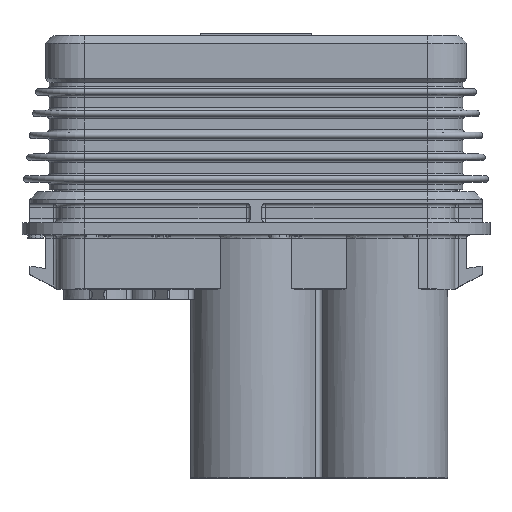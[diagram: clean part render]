
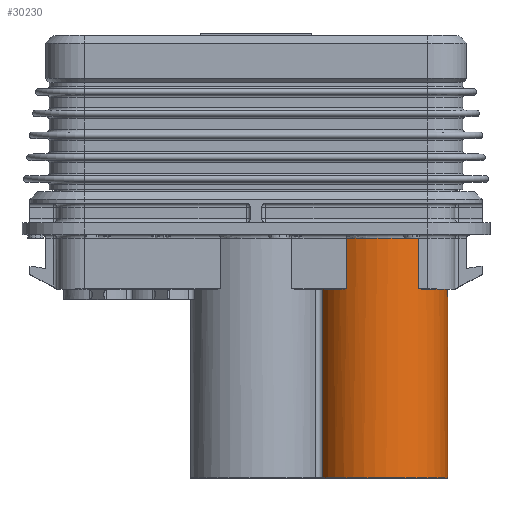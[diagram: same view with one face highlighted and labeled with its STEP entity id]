
A CAD part, top view. The second image highlights one B-rep face of the part: STEP entity #30230.
In plain terms, the highlighted cylindrical face has radius 8.375 mm (diameter 16.75 mm), a partial arc.
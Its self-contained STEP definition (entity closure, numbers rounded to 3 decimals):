
#1257=DIRECTION('',(0.,-1.,0.));
#1258=VECTOR('',#1257,6.5);
#1259=CARTESIAN_POINT('',(11.602,-20.,17.5));
#1260=LINE('',#1259,#1258);
#1269=DIRECTION('',(0.,-1.,0.));
#1270=VECTOR('',#1269,6.5);
#1271=CARTESIAN_POINT('',(20.798,-20.,17.5));
#1272=LINE('',#1271,#1270);
#7742=CARTESIAN_POINT('',(16.2,-26.5,10.5));
#7743=DIRECTION('',(0.,-1.,0.));
#7744=DIRECTION('',(0.823,0.,-0.569));
#7745=AXIS2_PLACEMENT_3D('',#7742,#7743,#7744);
#7796=CARTESIAN_POINT('',(16.2,-26.5,10.5));
#7797=DIRECTION('',(0.,-1.,0.));
#7798=DIRECTION('',(-0.549,0.,0.836));
#7799=AXIS2_PLACEMENT_3D('',#7796,#7797,#7798);
#8128=CARTESIAN_POINT('',(16.2,-0.5,10.5));
#8129=DIRECTION('',(0.,-1.,0.));
#8130=DIRECTION('',(-0.826,0.,0.563));
#8131=AXIS2_PLACEMENT_3D('',#8128,#8129,#8130);
#8133=DIRECTION('',(0.,1.,0.));
#8134=VECTOR('',#8133,26.);
#8135=CARTESIAN_POINT('',(9.281,-26.5,15.218));
#8136=LINE('',#8135,#8134);
#8137=CARTESIAN_POINT('',(16.2,-20.,10.5));
#8138=DIRECTION('',(0.,-1.,0.));
#8139=DIRECTION('',(0.549,0.,0.836));
#8140=AXIS2_PLACEMENT_3D('',#8137,#8138,#8139);
#8142=DIRECTION('',(0.,-1.,0.));
#8143=VECTOR('',#8142,26.);
#8144=CARTESIAN_POINT('',(23.089,-0.5,5.737));
#8145=LINE('',#8144,#8143);
#8146=CARTESIAN_POINT('',(16.2,-0.5,10.5));
#8147=DIRECTION('',(0.,-1.,0.));
#8148=DIRECTION('',(0.141,0.,-0.99));
#8149=AXIS2_PLACEMENT_3D('',#8146,#8147,#8148);
#8151=DIRECTION('',(0.,1.,0.));
#8152=VECTOR('',#8151,50.2);
#8153=CARTESIAN_POINT('',(17.38,-50.7,2.208));
#8154=LINE('',#8153,#8152);
#8155=DIRECTION('',(0.,-1.,0.));
#8156=VECTOR('',#8155,50.2);
#8157=CARTESIAN_POINT('',(8.556,-0.5,13.923));
#8158=LINE('',#8157,#8156);
#8243=CARTESIAN_POINT('',(16.2,-50.7,10.5));
#8244=DIRECTION('',(0.,-1.,0.));
#8245=DIRECTION('',(0.141,0.,-0.99));
#8246=AXIS2_PLACEMENT_3D('',#8243,#8244,#8245);
#13746=CARTESIAN_POINT('',(20.798,-20.,17.5));
#13760=CARTESIAN_POINT('',(11.602,-20.,17.5));
#16300=VERTEX_POINT('',#13746);
#16303=VERTEX_POINT('',#13760);
#17870=CARTESIAN_POINT('',(11.602,-26.5,17.5));
#17872=VERTEX_POINT('',#17870);
#17873=CARTESIAN_POINT('',(20.798,-26.5,17.5));
#17874=VERTEX_POINT('',#17873);
#17981=CARTESIAN_POINT('',(17.38,-50.7,2.208));
#17982=CARTESIAN_POINT('',(8.556,-50.7,13.923));
#17983=VERTEX_POINT('',#17981);
#17984=VERTEX_POINT('',#17982);
#18011=CARTESIAN_POINT('',(23.089,-26.5,5.737));
#18012=VERTEX_POINT('',#18011);
#18015=CARTESIAN_POINT('',(9.281,-26.5,15.218));
#18016=VERTEX_POINT('',#18015);
#18033=CARTESIAN_POINT('',(8.556,-0.5,13.923));
#18035=VERTEX_POINT('',#18033);
#18041=CARTESIAN_POINT('',(9.281,-0.5,15.218));
#18042=VERTEX_POINT('',#18041);
#18055=CARTESIAN_POINT('',(17.38,-0.5,2.208));
#18056=VERTEX_POINT('',#18055);
#18057=CARTESIAN_POINT('',(23.089,-0.5,5.737));
#18058=VERTEX_POINT('',#18057);
#30206=CARTESIAN_POINT('',(16.2,0.,10.5));
#30207=DIRECTION('',(0.,-1.,0.));
#30208=DIRECTION('',(-1.,0.,0.));
#30209=AXIS2_PLACEMENT_3D('',#30206,#30207,#30208);
#30210=CYLINDRICAL_SURFACE('',#30209,8.375);
#30212=ORIENTED_EDGE('',*,*,#30211,.F.);
#30214=ORIENTED_EDGE('',*,*,#30213,.F.);
#30215=ORIENTED_EDGE('',*,*,#29753,.F.);
#30216=ORIENTED_EDGE('',*,*,#20600,.F.);
#30218=ORIENTED_EDGE('',*,*,#30217,.F.);
#30219=ORIENTED_EDGE('',*,*,#20620,.T.);
#30220=ORIENTED_EDGE('',*,*,#29706,.F.);
#30221=ORIENTED_EDGE('',*,*,#30199,.F.);
#30222=ORIENTED_EDGE('',*,*,#30026,.F.);
#30223=ORIENTED_EDGE('',*,*,#30055,.F.);
#30225=ORIENTED_EDGE('',*,*,#30224,.T.);
#30227=ORIENTED_EDGE('',*,*,#30226,.F.);
#30228=EDGE_LOOP('',(#30212,#30214,#30215,#30216,#30218,#30219,#30220,#30221,
#30222,#30223,#30225,#30227));
#30229=FACE_OUTER_BOUND('',#30228,.F.);
#30230=ADVANCED_FACE('',(#30229),#30210,.T.);
#7746=CIRCLE('',#7745,8.375);
#7800=CIRCLE('',#7799,8.375);
#8132=CIRCLE('',#8131,8.375);
#8141=CIRCLE('',#8140,8.375);
#8150=CIRCLE('',#8149,8.375);
#8247=CIRCLE('',#8246,8.375);
#20600=EDGE_CURVE('',#16303,#17872,#1260,.T.);
#20620=EDGE_CURVE('',#16300,#17874,#1272,.T.);
#29706=EDGE_CURVE('',#18012,#17874,#7746,.T.);
#29753=EDGE_CURVE('',#17872,#18016,#7800,.T.);
#30026=EDGE_CURVE('',#18056,#18058,#8150,.T.);
#30055=EDGE_CURVE('',#17983,#18056,#8154,.T.);
#30199=EDGE_CURVE('',#18058,#18012,#8145,.T.);
#30211=EDGE_CURVE('',#18042,#18035,#8132,.T.);
#30213=EDGE_CURVE('',#18016,#18042,#8136,.T.);
#30217=EDGE_CURVE('',#16300,#16303,#8141,.T.);
#30224=EDGE_CURVE('',#17983,#17984,#8247,.T.);
#30226=EDGE_CURVE('',#18035,#17984,#8158,.T.);
